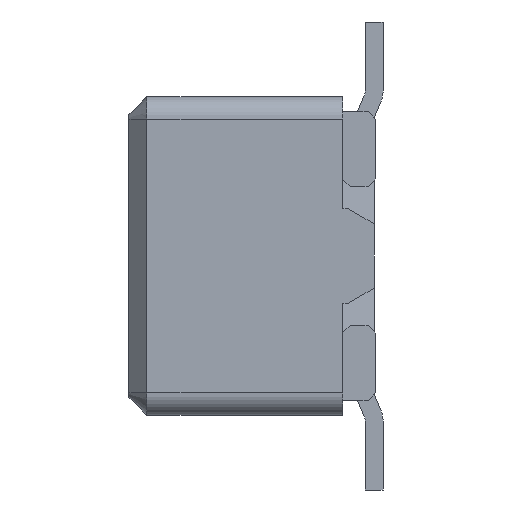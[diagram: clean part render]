
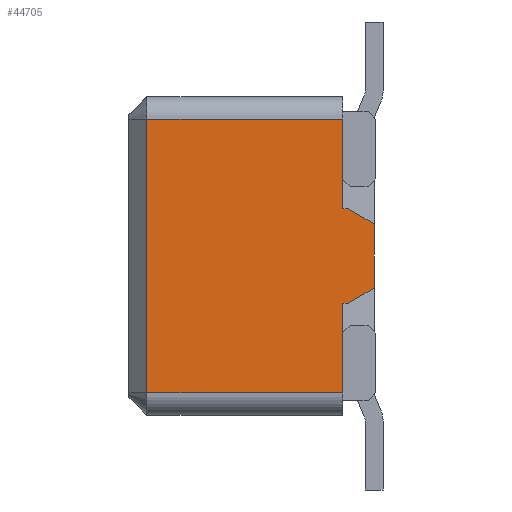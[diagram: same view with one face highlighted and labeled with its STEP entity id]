
A CAD part, left-side view. The second image highlights one B-rep face of the part: STEP entity #44705.
In plain terms, the highlighted planar face has unit normal (-1, 0, 0).
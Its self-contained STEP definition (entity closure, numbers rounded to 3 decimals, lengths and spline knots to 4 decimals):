
#8157=DIRECTION('',(0.,0.,1.));
#8158=VECTOR('',#8157,0.6);
#8159=CARTESIAN_POINT('',(-9.,-0.61,-0.915));
#8160=LINE('',#8159,#8158);
#8161=DIRECTION('',(0.,1.,0.));
#8162=VECTOR('',#8161,1.31);
#8163=CARTESIAN_POINT('',(-9.,-0.61,-0.915));
#8164=LINE('',#8163,#8162);
#8165=DIRECTION('',(0.,0.,-1.));
#8166=VECTOR('',#8165,1.83);
#8167=CARTESIAN_POINT('',(-9.,0.7,
0.915));
#8168=LINE('',#8167,#8166);
#8169=DIRECTION('',(0.,-1.,0.));
#8170=VECTOR('',#8169,1.31);
#8171=CARTESIAN_POINT('',(-9.,0.7,
0.915));
#8172=LINE('',#8171,#8170);
#8173=DIRECTION('',(0.,0.,-1.));
#8174=VECTOR('',#8173,0.6);
#8175=CARTESIAN_POINT('',(-9.,-0.61,0.915));
#8176=LINE('',#8175,#8174);
#8177=DIRECTION('',(0.,1.,0.));
#8178=VECTOR('',#8177,0.04);
#8179=CARTESIAN_POINT('',(-9.,-0.65,0.315));
#8180=LINE('',#8179,#8178);
#8181=DIRECTION('',(0.,0.862,0.507));
#8182=VECTOR('',#8181,0.1972);
#8183=CARTESIAN_POINT('',(-9.,-0.82,0.215));
#8184=LINE('',#8183,#8182);
#8185=DIRECTION('',(0.,-0.862,0.507));
#8186=VECTOR('',#8185,0.1972);
#8187=CARTESIAN_POINT('',(-9.,-0.65,-0.315));
#8188=LINE('',#8187,#8186);
#8189=DIRECTION('',(0.,-1.,0.));
#8190=VECTOR('',#8189,0.04);
#8191=CARTESIAN_POINT('',(-9.,-0.61,-0.315));
#8192=LINE('',#8191,#8190);
#19653=DIRECTION('',(0.,0.,1.));
#19654=VECTOR('',#19653,0.43);
#19655=CARTESIAN_POINT('',(-9.,-0.82,-0.215));
#19656=LINE('',#19655,#19654);
#29497=CARTESIAN_POINT('',(-9.,-0.61,-0.915));
#29498=CARTESIAN_POINT('',(-9.,-0.61,-0.315));
#29499=VERTEX_POINT('',#29497);
#29500=VERTEX_POINT('',#29498);
#29501=CARTESIAN_POINT('',(-9.,-0.65,-0.315));
#29502=VERTEX_POINT('',#29501);
#29503=CARTESIAN_POINT('',(-9.,-0.82,-0.215));
#29504=VERTEX_POINT('',#29503);
#29505=CARTESIAN_POINT('',(-9.,-0.82,0.215));
#29506=CARTESIAN_POINT('',(-9.,-0.65,0.315));
#29507=VERTEX_POINT('',#29505);
#29508=VERTEX_POINT('',#29506);
#29509=CARTESIAN_POINT('',(-9.,-0.61,0.315));
#29510=VERTEX_POINT('',#29509);
#29511=CARTESIAN_POINT('',(-9.,-0.61,0.915));
#29512=VERTEX_POINT('',#29511);
#33378=CARTESIAN_POINT('',(-9.,0.7,0.915));
#33380=VERTEX_POINT('',#33378);
#33385=CARTESIAN_POINT('',(-9.,0.7,
-0.915));
#33386=VERTEX_POINT('',#33385);
#44681=CARTESIAN_POINT('',(-9.,0.82,-1.065));
#44682=DIRECTION('',(-1.,0.,0.));
#44683=DIRECTION('',(0.,-1.,0.));
#44684=AXIS2_PLACEMENT_3D('',#44681,#44682,#44683);
#44685=PLANE('',#44684);
#44686=ORIENTED_EDGE('',*,*,#38691,.F.);
#44688=ORIENTED_EDGE('',*,*,#44687,.T.);
#44690=ORIENTED_EDGE('',*,*,#44689,.F.);
#44691=ORIENTED_EDGE('',*,*,#44674,.T.);
#44692=ORIENTED_EDGE('',*,*,#40251,.T.);
#44694=ORIENTED_EDGE('',*,*,#44693,.F.);
#44696=ORIENTED_EDGE('',*,*,#44695,.F.);
#44698=ORIENTED_EDGE('',*,*,#44697,.F.);
#44700=ORIENTED_EDGE('',*,*,#44699,.F.);
#44702=ORIENTED_EDGE('',*,*,#44701,.F.);
#44703=EDGE_LOOP('',(#44686,#44688,#44690,#44691,#44692,#44694,#44696,#44698,
#44700,#44702));
#44704=FACE_OUTER_BOUND('',#44703,.F.);
#44705=ADVANCED_FACE('',(#44704),#44685,.T.);
#38691=EDGE_CURVE('',#29499,#29500,#8160,.T.);
#40251=EDGE_CURVE('',#29512,#29510,#8176,.T.);
#44674=EDGE_CURVE('',#33380,#29512,#8172,.T.);
#44687=EDGE_CURVE('',#29499,#33386,#8164,.T.);
#44689=EDGE_CURVE('',#33380,#33386,#8168,.T.);
#44693=EDGE_CURVE('',#29508,#29510,#8180,.T.);
#44695=EDGE_CURVE('',#29507,#29508,#8184,.T.);
#44697=EDGE_CURVE('',#29504,#29507,#19656,.T.);
#44699=EDGE_CURVE('',#29502,#29504,#8188,.T.);
#44701=EDGE_CURVE('',#29500,#29502,#8192,.T.);
